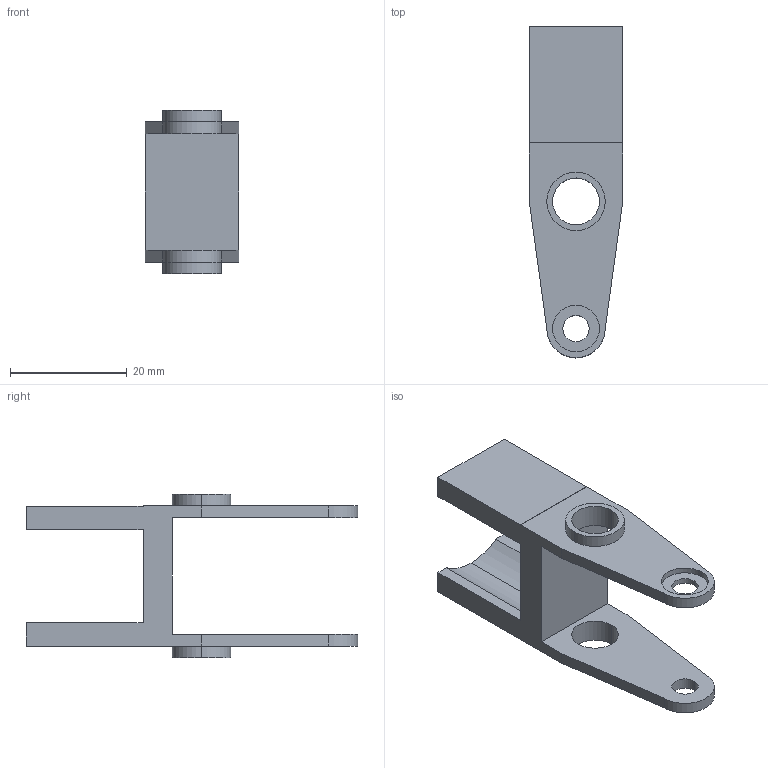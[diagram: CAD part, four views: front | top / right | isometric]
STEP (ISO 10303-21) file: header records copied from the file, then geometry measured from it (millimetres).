
FILE_DESCRIPTION (( 'STEP AP214' ), '1' );
FILE_NAME ('苤虯.STEP', '2021-02-01T06:12:54', ( '' ), ( '' ), 'SwSTEP 2.0', 'SolidWorks 2018', '' );
FILE_SCHEMA (( 'AUTOMOTIVE_DESIGN' ));
Length unit declared in the file: millimetre
Products named in the file (1): 苤虯
Bounding box: 16 x 56.75 x 28 mm (x, y, z)
Volume: 5243.5 mm3; surface area: 4755.3 mm2
Topology: 1 solids, 1 shells, 42 faces, 111 edges, 74 vertices
Faces by surface type: plane 23, cylinder 19
Entity records: 1363 total; most frequent: DIRECTION 235, CARTESIAN_POINT 228, ORIENTED_EDGE 222, EDGE_CURVE 111, AXIS2_PLACEMENT_3D 81, VERTEX_POINT 74, VECTOR 73, LINE 73
